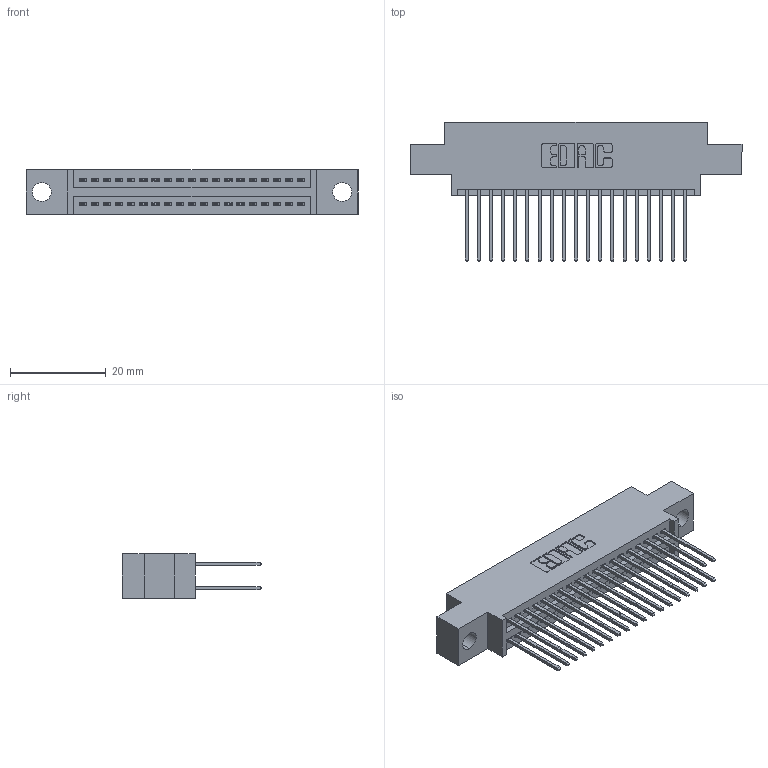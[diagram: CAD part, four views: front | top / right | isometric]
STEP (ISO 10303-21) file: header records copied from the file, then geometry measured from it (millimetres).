
FILE_DESCRIPTION (( 'STEP AP203' ), '1' );
FILE_NAME ('395-038-540-804.STEP', '2021-06-16T21:30:32', ( '' ), ( '' ), 'SwSTEP 2.0', 'SolidWorks 2020', '' );
FILE_SCHEMA (( 'CONFIG_CONTROL_DESIGN' ));
Length unit declared in the file: inch
Products named in the file (3): 395-038-540-804; 345-292-001_345-293-140; 345 Part_0.170 Offset - 0.156 Dia-TI
Assembly tree (39 placements, depth 2):
  395-038-540-804
    345 Part_0.170 Offset - 0.156 Dia-TI
    345-292-001_345-293-140  x38
Bounding box: 69.47 x 29.13 x 9.4 mm (x, y, z)
Volume: 6459.5 mm3; surface area: 9766.2 mm2
Topology: 39 solids, 39 shells, 2044 faces, 6051 edges, 3982 vertices
Faces by surface type: plane 1352, cylinder 692
Entity records: 18573 total; most frequent: CARTESIAN_POINT 3142, ORIENTED_EDGE 3074, DIRECTION 2797, EDGE_CURVE 1537, LINE 1329, VECTOR 1329, VERTEX_POINT 1022, AXIS2_PLACEMENT_3D 734
